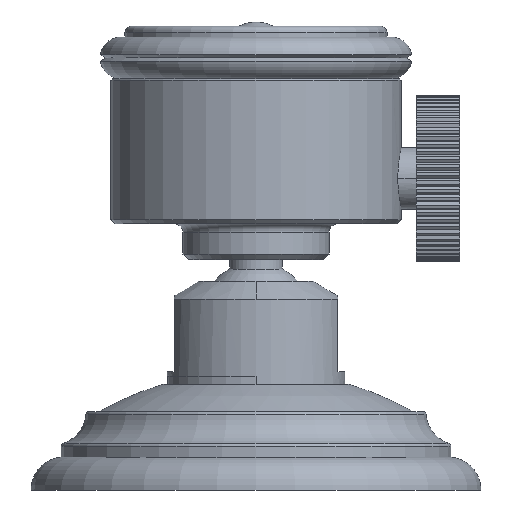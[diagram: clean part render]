
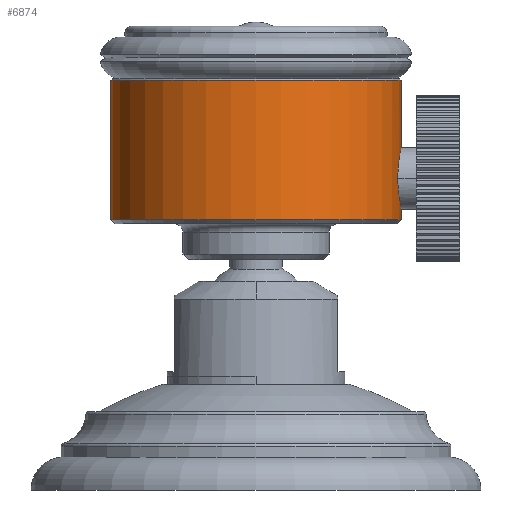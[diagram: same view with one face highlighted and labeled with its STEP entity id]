
A CAD part, front view. The second image highlights one B-rep face of the part: STEP entity #6874.
In plain terms, the highlighted cylindrical face has radius 22.098 mm (diameter 44.196 mm), a partial arc.
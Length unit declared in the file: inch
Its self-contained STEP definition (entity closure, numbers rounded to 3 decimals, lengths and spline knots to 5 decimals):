
#418=CARTESIAN_POINT('',(0.,0.,1.155));
#419=DIRECTION('',(0.,0.,-1.));
#420=DIRECTION('',(1.,0.,0.));
#421=AXIS2_PLACEMENT_3D('',#418,#419,#420);
#436=CARTESIAN_POINT('',(0.87,0.,1.588));
#437=CARTESIAN_POINT('',(0.87,-0.01392,1.588));
#438=CARTESIAN_POINT('',(0.86934,-0.04108,
1.58494));
#439=CARTESIAN_POINT('',(0.86654,-0.08058,
1.57128));
#440=CARTESIAN_POINT('',(0.86242,-0.11618,
1.549));
#441=CARTESIAN_POINT('',(0.85779,-0.14604,
1.51914));
#442=CARTESIAN_POINT('',(0.85363,-0.16831,
1.48351));
#443=CARTESIAN_POINT('',(0.85077,-0.18195,
1.44401));
#444=CARTESIAN_POINT('',(0.8501,-0.185,1.4169));
#445=CARTESIAN_POINT('',(0.8501,-0.185,1.403));
#447=CARTESIAN_POINT('',(0.8501,-0.185,1.403));
#448=CARTESIAN_POINT('',(0.8501,-0.185,1.3891));
#449=CARTESIAN_POINT('',(0.85077,-0.18195,
1.36198));
#450=CARTESIAN_POINT('',(0.85363,-0.16831,
1.32248));
#451=CARTESIAN_POINT('',(0.85779,-0.14603,
1.28685));
#452=CARTESIAN_POINT('',(0.86242,-0.11617,
1.25699));
#453=CARTESIAN_POINT('',(0.86654,-0.08056,
1.23471));
#454=CARTESIAN_POINT('',(0.86934,-0.04105,
1.22105));
#455=CARTESIAN_POINT('',(0.87,-0.01391,1.218));
#456=CARTESIAN_POINT('',(0.87,0.,1.218));
#458=DIRECTION('',(0.,0.,-1.));
#459=VECTOR('',#458,0.063);
#460=CARTESIAN_POINT('',(0.87,0.,1.218));
#461=LINE('',#460,#459);
#462=DIRECTION('',(0.,0.,-1.));
#463=VECTOR('',#462,0.402);
#464=CARTESIAN_POINT('',(0.87,0.,1.99));
#465=LINE('',#464,#463);
#477=DIRECTION('',(0.,0.,1.));
#478=VECTOR('',#477,0.835);
#479=CARTESIAN_POINT('',(-0.87,0.,1.155));
#480=LINE('',#479,#478);
#512=CARTESIAN_POINT('',(0.,0.,1.99));
#513=DIRECTION('',(0.,0.,-1.));
#514=DIRECTION('',(1.,0.,0.));
#515=AXIS2_PLACEMENT_3D('',#512,#513,#514);
#5206=CARTESIAN_POINT('',(0.87,0.,1.155));
#5207=CARTESIAN_POINT('',(-0.87,0.,1.155));
#5208=VERTEX_POINT('',#5206);
#5209=VERTEX_POINT('',#5207);
#5210=CARTESIAN_POINT('',(0.87,0.,1.99));
#5211=CARTESIAN_POINT('',(-0.87,0.,1.99));
#5212=VERTEX_POINT('',#5210);
#5213=VERTEX_POINT('',#5211);
#5994=VERTEX_POINT('',#436);
#5995=VERTEX_POINT('',#445);
#5996=VERTEX_POINT('',#456);
#6854=CARTESIAN_POINT('',(0.,0.,2.05425));
#6855=DIRECTION('',(0.,0.,-1.));
#6856=DIRECTION('',(-1.,0.,0.));
#6857=AXIS2_PLACEMENT_3D('',#6854,#6855,#6856);
#6858=CYLINDRICAL_SURFACE('',#6857,0.87);
#6860=ORIENTED_EDGE('',*,*,#6859,.T.);
#6862=ORIENTED_EDGE('',*,*,#6861,.T.);
#6864=ORIENTED_EDGE('',*,*,#6863,.T.);
#6865=ORIENTED_EDGE('',*,*,#6844,.T.);
#6867=ORIENTED_EDGE('',*,*,#6866,.T.);
#6869=ORIENTED_EDGE('',*,*,#6868,.F.);
#6871=ORIENTED_EDGE('',*,*,#6870,.T.);
#6872=EDGE_LOOP('',(#6860,#6862,#6864,#6865,#6867,#6869,#6871));
#6873=FACE_OUTER_BOUND('',#6872,.F.);
#6874=ADVANCED_FACE('',(#6873),#6858,.T.);
#422=CIRCLE('',#421,0.87);
#446=B_SPLINE_CURVE_WITH_KNOTS('',3,(#436,#437,#438,#439,#440,#441,#442,#443,
#444,#445),.UNSPECIFIED.,.F.,.F.,(4,1,1,1,1,1,1,4),(0.,0.14286,
0.28571,0.42857,0.57143,0.71429,
0.85714,1.),.UNSPECIFIED.);
#457=B_SPLINE_CURVE_WITH_KNOTS('',3,(#447,#448,#449,#450,#451,#452,#453,#454,
#455,#456),.UNSPECIFIED.,.F.,.F.,(4,1,1,1,1,1,1,4),(0.,0.14286,
0.28571,0.42857,0.57143,0.71429,
0.85714,1.),.UNSPECIFIED.);
#516=CIRCLE('',#515,0.87);
#6844=EDGE_CURVE('',#5208,#5209,#422,.T.);
#6859=EDGE_CURVE('',#5994,#5995,#446,.T.);
#6861=EDGE_CURVE('',#5995,#5996,#457,.T.);
#6863=EDGE_CURVE('',#5996,#5208,#461,.T.);
#6866=EDGE_CURVE('',#5209,#5213,#480,.T.);
#6868=EDGE_CURVE('',#5212,#5213,#516,.T.);
#6870=EDGE_CURVE('',#5212,#5994,#465,.T.);
